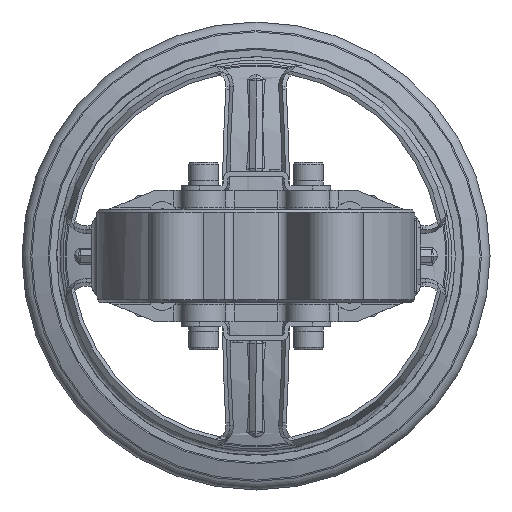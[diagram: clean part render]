
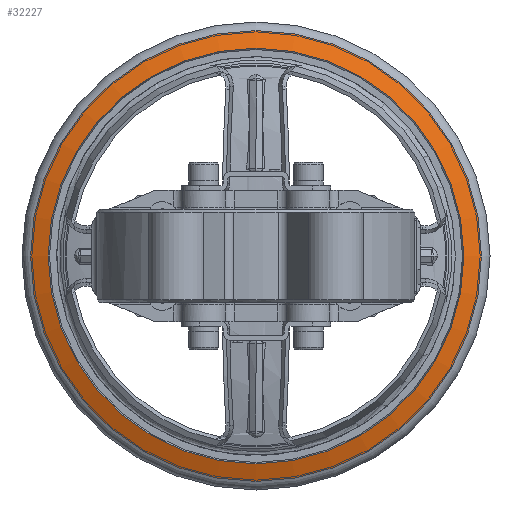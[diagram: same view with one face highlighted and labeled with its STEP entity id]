
A CAD part, front view. The second image highlights one B-rep face of the part: STEP entity #32227.
In plain terms, the highlighted conical face has half-angle 70 degrees and reference radius 120.394 mm.
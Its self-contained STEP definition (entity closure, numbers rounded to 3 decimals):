
#779=FACE_BOUND('',#6918,.T.);
#1187=CONICAL_SURFACE('',#34322,120.394,1.222);
#1543=CIRCLE('',#33755,120.394);
#1904=CIRCLE('',#34313,111.);
#4772=FACE_OUTER_BOUND('',#6917,.T.);
#6917=EDGE_LOOP('',(#26250));
#6918=EDGE_LOOP('',(#26251));
#14636=VERTEX_POINT('',#58309);
#15172=VERTEX_POINT('',#60088);
#18572=EDGE_CURVE('',#14636,#14636,#1543,.T.);
#19128=EDGE_CURVE('',#15172,#15172,#1904,.T.);
#26250=ORIENTED_EDGE('',*,*,#19128,.T.);
#26251=ORIENTED_EDGE('',*,*,#18572,.F.);
#32227=ADVANCED_FACE('',(#4772,#779),#1187,.T.);
#33755=AXIS2_PLACEMENT_3D('',#58310,#38417,#38418);
#34313=AXIS2_PLACEMENT_3D('',#60089,#39581,#39582);
#34322=AXIS2_PLACEMENT_3D('',#60103,#39599,#39600);
#38417=DIRECTION('center_axis',(0.,1.,0.));
#38418=DIRECTION('ref_axis',(1.,0.,0.));
#39581=DIRECTION('center_axis',(0.,1.,0.));
#39582=DIRECTION('ref_axis',(1.,0.,0.));
#39599=DIRECTION('center_axis',(0.,1.,0.));
#39600=DIRECTION('ref_axis',(0.,0.,
1.));
#58309=CARTESIAN_POINT('',(0.,379.324,120.394));
#58310=CARTESIAN_POINT('Origin',(0.,379.324,
0.));
#60088=CARTESIAN_POINT('',(0.,375.904,-111.));
#60089=CARTESIAN_POINT('Origin',(0.,375.904,
0.));
#60103=CARTESIAN_POINT('Origin',(0.,379.324,
0.));
